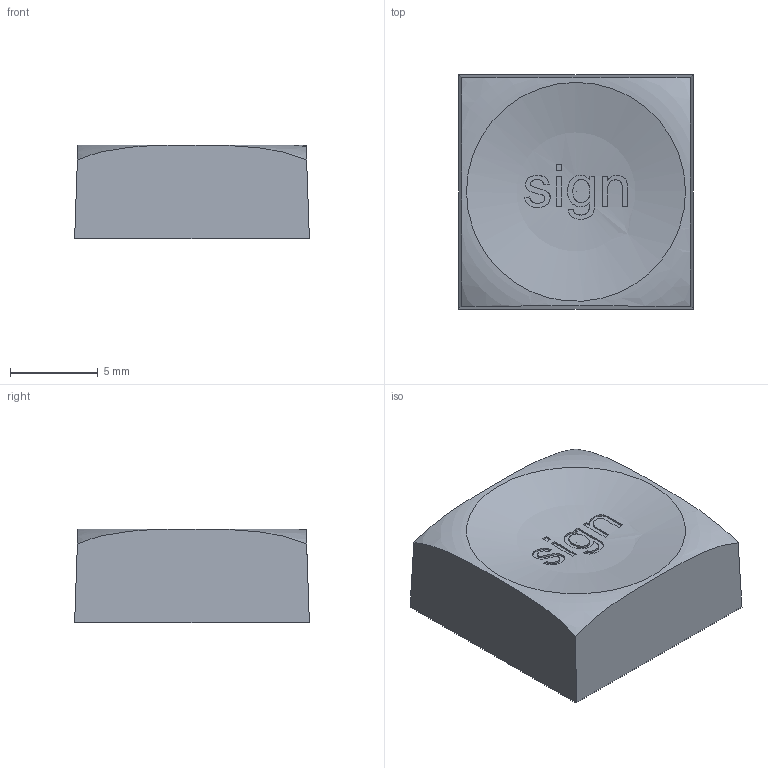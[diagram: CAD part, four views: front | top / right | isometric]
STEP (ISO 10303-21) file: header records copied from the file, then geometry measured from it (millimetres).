
FILE_DESCRIPTION( ( 'Unknown' ), '1' );
FILE_NAME( '714401xxx.stp', 'Unknown', ( 'Unknown' ), ( 'Unknown' ), 'PSStep 17.0.49', 'Unknown', ' ' );
FILE_SCHEMA( ( 'AUTOMOTIVE_DESIGN { 1 0 10303 214 1 1 1 1 }' ) );
Length unit declared in the file: millimetre
Products named in the file (1): 1
Bounding box: 13.4 x 13.4 x 5.35 mm (x, y, z)
Volume: 395.5 mm3; surface area: 783.5 mm2
Topology: 1 solids, 1 shells, 70 faces, 187 edges, 123 vertices
Faces by surface type: plane 37, bspline 25, sphere 7, torus 1
Entity records: 4460 total; most frequent: CARTESIAN_POINT 2373, ORIENTED_EDGE 352, DIRECTION 217, EDGE_CURVE 176, LINE 119, VECTOR 119, VERTEX_POINT 118, EDGE_LOOP 79
